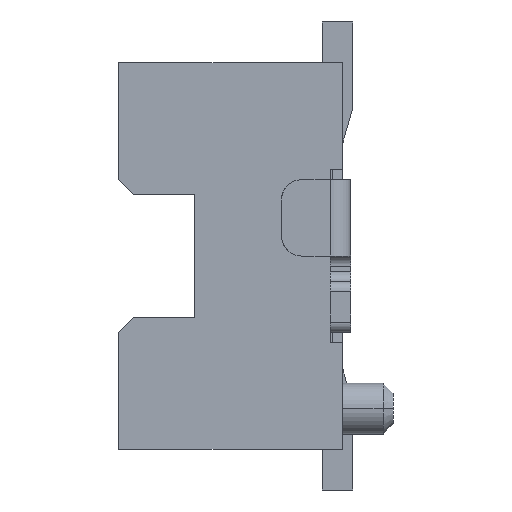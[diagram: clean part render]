
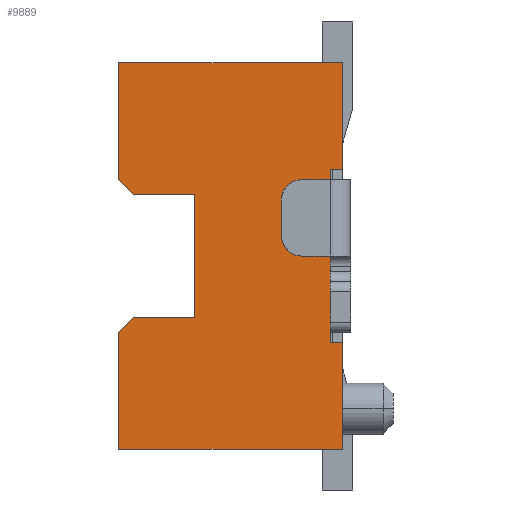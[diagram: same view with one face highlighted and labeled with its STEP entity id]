
A CAD part, left-side view. The second image highlights one B-rep face of the part: STEP entity #9889.
In plain terms, the highlighted planar face has unit normal (-1, 0, 0).
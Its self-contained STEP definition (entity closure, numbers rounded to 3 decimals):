
#2882=DIRECTION('',(0.,0.707,-0.707));
#2883=VECTOR('',#2882,0.212);
#2884=CARTESIAN_POINT('',(-3.6,2.05,-0.6));
#2885=LINE('13598',#2884,#2883);
#2886=DIRECTION('',(0.,-1.,0.));
#2887=VECTOR('',#2886,0.6);
#2888=CARTESIAN_POINT('',(-3.6,2.05,-0.6));
#2889=LINE('13647',#2888,#2887);
#2890=DIRECTION('',(0.,0.,-1.));
#2891=VECTOR('',#2890,1.2);
#2892=CARTESIAN_POINT('',(-3.6,1.45,0.6));
#2893=LINE('12714',#2892,#2891);
#2894=DIRECTION('',(0.,-1.,0.));
#2895=VECTOR('',#2894,0.6);
#2896=CARTESIAN_POINT('',(-3.6,2.05,0.6));
#2897=LINE('13646',#2896,#2895);
#2898=DIRECTION('',(0.,-0.707,-0.707));
#2899=VECTOR('',#2898,0.212);
#2900=CARTESIAN_POINT('',(-3.6,2.2,0.75));
#2901=LINE('13610',#2900,#2899);
#2902=DIRECTION('',(0.,0.,1.));
#2903=VECTOR('',#2902,1.15);
#2904=CARTESIAN_POINT('',(-3.6,2.2,0.75));
#2905=LINE('13651',#2904,#2903);
#2906=DIRECTION('',(0.,0.,-1.));
#2907=VECTOR('',#2906,1.05);
#2908=CARTESIAN_POINT('',(-3.6,0.,1.9));
#2909=LINE('12754',#2908,#2907);
#2910=DIRECTION('',(0.,1.,0.));
#2911=VECTOR('',#2910,0.12);
#2912=CARTESIAN_POINT('',(-3.6,0.,0.85));
#2913=LINE('12750',#2912,#2911);
#2914=DIRECTION('',(0.,0.,1.));
#2915=VECTOR('',#2914,1.7);
#2916=CARTESIAN_POINT('',(-3.6,0.12,-0.85));
#2917=LINE('12748',#2916,#2915);
#2918=DIRECTION('',(0.,1.,0.));
#2919=VECTOR('',#2918,0.12);
#2920=CARTESIAN_POINT('',(-3.6,0.,-0.85));
#2921=LINE('12749',#2920,#2919);
#2922=DIRECTION('',(0.,0.,-1.));
#2923=VECTOR('',#2922,1.05);
#2924=CARTESIAN_POINT('',(-3.6,0.,-0.85));
#2925=LINE('12755',#2924,#2923);
#2926=DIRECTION('',(0.,1.,0.));
#2927=VECTOR('',#2926,2.2);
#2928=CARTESIAN_POINT('',(-3.6,0.,-1.9));
#2929=LINE('69',#2928,#2927);
#2930=DIRECTION('',(0.,0.,1.));
#2931=VECTOR('',#2930,1.15);
#2932=CARTESIAN_POINT('',(-3.6,2.2,-1.9));
#2933=LINE('13650',#2932,#2931);
#3826=DIRECTION('',(0.,1.,0.));
#3827=VECTOR('',#3826,2.2);
#3828=CARTESIAN_POINT('',(-3.6,0.,1.9));
#3829=LINE('79',#3828,#3827);
#5506=CARTESIAN_POINT('',(-3.6,2.2,1.9));
#5508=VERTEX_POINT('',#5506);
#5511=CARTESIAN_POINT('',(-3.6,2.2,-1.9));
#5513=VERTEX_POINT('',#5511);
#5514=CARTESIAN_POINT('',(-3.6,0.,-1.9));
#5515=VERTEX_POINT('',#5514);
#5516=CARTESIAN_POINT('',(-3.6,0.,1.9));
#5517=VERTEX_POINT('',#5516);
#5638=CARTESIAN_POINT('',(-3.6,0.12,-0.85));
#5640=VERTEX_POINT('',#5638);
#5643=CARTESIAN_POINT('',(-3.6,0.12,0.85));
#5645=VERTEX_POINT('',#5643);
#6978=CARTESIAN_POINT('',(-3.6,1.45,0.6));
#6979=CARTESIAN_POINT('',(-3.6,1.45,-0.6));
#6980=VERTEX_POINT('',#6978);
#6981=VERTEX_POINT('',#6979);
#6986=CARTESIAN_POINT('',(-3.6,0.,-0.85));
#6987=VERTEX_POINT('',#6986);
#6988=CARTESIAN_POINT('',(-3.6,0.,0.85));
#6989=VERTEX_POINT('',#6988);
#7010=CARTESIAN_POINT('',(-3.6,2.05,-0.6));
#7011=CARTESIAN_POINT('',(-3.6,2.2,-0.75));
#7012=VERTEX_POINT('',#7010);
#7013=VERTEX_POINT('',#7011);
#7034=CARTESIAN_POINT('',(-3.6,2.2,0.75));
#7035=CARTESIAN_POINT('',(-3.6,2.05,0.6));
#7036=VERTEX_POINT('',#7034);
#7037=VERTEX_POINT('',#7035);
#9862=CARTESIAN_POINT('',(-3.6,0.,-1.9));
#9863=DIRECTION('',(-1.,0.,0.));
#9864=DIRECTION('',(0.,0.,1.));
#9865=AXIS2_PLACEMENT_3D('',#9862,#9863,#9864);
#9866=PLANE('68',#9865);
#9868=ORIENTED_EDGE('13598',*,*,#9867,.F.);
#9870=ORIENTED_EDGE('13647',*,*,#9869,.T.);
#9872=ORIENTED_EDGE('12714',*,*,#9871,.F.);
#9874=ORIENTED_EDGE('13646',*,*,#9873,.F.);
#9876=ORIENTED_EDGE('13610',*,*,#9875,.F.);
#9877=ORIENTED_EDGE('13651',*,*,#8895,.T.);
#9879=ORIENTED_EDGE('79',*,*,#9878,.F.);
#9880=ORIENTED_EDGE('12754',*,*,#7335,.T.);
#9881=ORIENTED_EDGE('12750',*,*,#9830,.T.);
#9882=ORIENTED_EDGE('12748',*,*,#9599,.F.);
#9883=ORIENTED_EDGE('12749',*,*,#9856,.F.);
#9884=ORIENTED_EDGE('12755',*,*,#7327,.T.);
#9885=ORIENTED_EDGE('69',*,*,#7713,.T.);
#9886=ORIENTED_EDGE('13650',*,*,#8919,.T.);
#9887=EDGE_LOOP('68',(#9868,#9870,#9872,#9874,#9876,#9877,#9879,#9880,#9881,
#9882,#9883,#9884,#9885,#9886));
#9888=FACE_OUTER_BOUND('68',#9887,.F.);
#7327=EDGE_CURVE('12755',#6987,#5515,#2925,.T.);
#7335=EDGE_CURVE('12754',#5517,#6989,#2909,.T.);
#7713=EDGE_CURVE('69',#5515,#5513,#2929,.T.);
#8895=EDGE_CURVE('13651',#7036,#5508,#2905,.T.);
#8919=EDGE_CURVE('13650',#5513,#7013,#2933,.T.);
#9599=EDGE_CURVE('12748',#5640,#5645,#2917,.T.);
#9830=EDGE_CURVE('12750',#6989,#5645,#2913,.T.);
#9856=EDGE_CURVE('12749',#6987,#5640,#2921,.T.);
#9867=EDGE_CURVE('13598',#7012,#7013,#2885,.T.);
#9869=EDGE_CURVE('13647',#7012,#6981,#2889,.T.);
#9871=EDGE_CURVE('12714',#6980,#6981,#2893,.T.);
#9873=EDGE_CURVE('13646',#7037,#6980,#2897,.T.);
#9875=EDGE_CURVE('13610',#7036,#7037,#2901,.T.);
#9878=EDGE_CURVE('79',#5517,#5508,#3829,.T.);
#9889=ADVANCED_FACE('68',(#9888),#9866,.T.);
